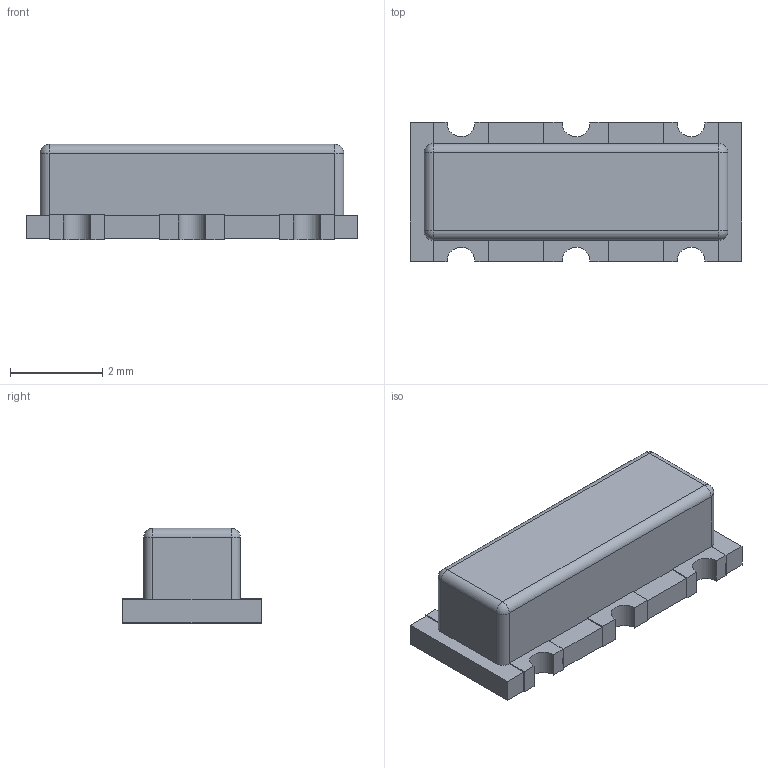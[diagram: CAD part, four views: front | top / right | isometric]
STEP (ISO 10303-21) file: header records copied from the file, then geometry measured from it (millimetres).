
FILE_DESCRIPTION(('FreeCAD Model'),'2;1');
FILE_NAME('CSTCC2M60G.step', '2018-10-11T23:01:35',('kicad StepUp'),('ksu MCAD'), 'Open CASCADE STEP processor 6.9','FreeCAD','Unknown');
FILE_SCHEMA(('AUTOMOTIVE_DESIGN { 1 0 10303 214 1 1 1 1 }'));
Length unit declared in the file: millimetre
Products named in the file (1): CSTCC2M60G
Bounding box: 7.2 x 3.02 x 2.07 mm (x, y, z)
Volume: 31.9 mm3; surface area: 78.6 mm2
Topology: 1 solids, 1 shells, 76 faces, 210 edges, 132 vertices
Faces by surface type: plane 52, cylinder 20, sphere 4
Entity records: 2908 total; most frequent: CARTESIAN_POINT 415, ORIENTED_EDGE 412, DIRECTION 400, EDGE_CURVE 206, LINE 166, VECTOR 166, VERTEX_POINT 132, AXIS2_PLACEMENT_3D 117
